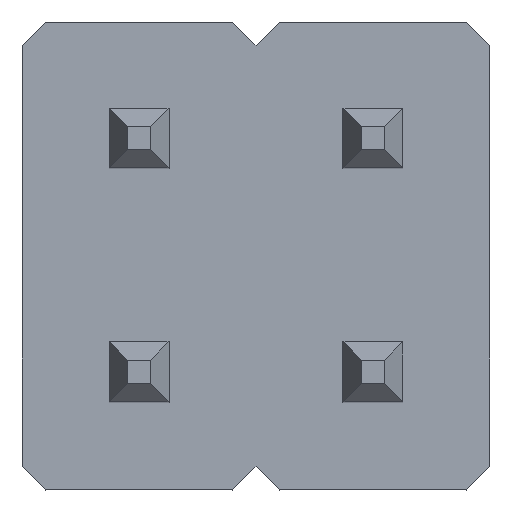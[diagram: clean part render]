
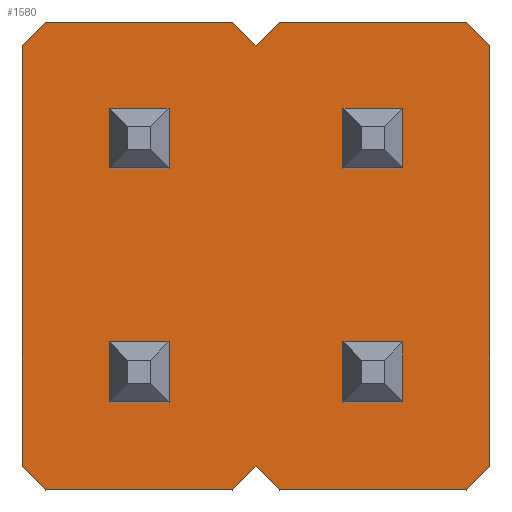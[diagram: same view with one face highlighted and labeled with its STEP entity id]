
A CAD part, top view. The second image highlights one B-rep face of the part: STEP entity #1580.
In plain terms, the highlighted face is planar.
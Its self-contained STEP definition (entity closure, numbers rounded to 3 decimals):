
#20=FACE_BOUND('',#136,.T.);
#21=FACE_BOUND('',#137,.T.);
#22=FACE_BOUND('',#138,.T.);
#23=FACE_BOUND('',#139,.T.);
#37=FACE_OUTER_BOUND('',#135,.T.);
#135=EDGE_LOOP('',(#1068,#1069,#1070,#1071,#1072,#1073,#1074,#1075,#1076,
#1077,#1078,#1079,#1080,#1081));
#136=EDGE_LOOP('',(#1082,#1083,#1084,#1085));
#137=EDGE_LOOP('',(#1086,#1087,#1088,#1089));
#138=EDGE_LOOP('',(#1090,#1091,#1092,#1093));
#139=EDGE_LOOP('',(#1094,#1095,#1096,#1097));
#226=LINE('',#2198,#444);
#247=LINE('',#2242,#465);
#249=LINE('',#2246,#467);
#251=LINE('',#2250,#469);
#254=LINE('',#2256,#472);
#267=LINE('',#2281,#485);
#268=LINE('',#2284,#486);
#269=LINE('',#2286,#487);
#270=LINE('',#2288,#488);
#271=LINE('',#2289,#489);
#272=LINE('',#2291,#490);
#273=LINE('',#2293,#491);
#274=LINE('',#2295,#492);
#275=LINE('',#2296,#493);
#276=LINE('',#2299,#494);
#277=LINE('',#2301,#495);
#278=LINE('',#2303,#496);
#279=LINE('',#2304,#497);
#280=LINE('',#2307,#498);
#281=LINE('',#2309,#499);
#282=LINE('',#2311,#500);
#283=LINE('',#2312,#501);
#284=LINE('',#2315,#502);
#285=LINE('',#2317,#503);
#286=LINE('',#2319,#504);
#287=LINE('',#2320,#505);
#288=LINE('',#2323,#506);
#289=LINE('',#2325,#507);
#290=LINE('',#2327,#508);
#291=LINE('',#2328,#509);
#444=VECTOR('',#1783,10.);
#465=VECTOR('',#1814,0.359);
#467=VECTOR('',#1818,4.572);
#469=VECTOR('',#1822,0.359);
#472=VECTOR('',#1827,2.032);
#485=VECTOR('',#1844,2.032);
#486=VECTOR('',#1847,0.359);
#487=VECTOR('',#1848,2.032);
#488=VECTOR('',#1849,0.359);
#489=VECTOR('',#1850,0.359);
#490=VECTOR('',#1851,0.359);
#491=VECTOR('',#1852,0.359);
#492=VECTOR('',#1853,2.032);
#493=VECTOR('',#1854,0.359);
#494=VECTOR('',#1855,0.65);
#495=VECTOR('',#1856,0.65);
#496=VECTOR('',#1857,0.65);
#497=VECTOR('',#1858,0.65);
#498=VECTOR('',#1859,0.65);
#499=VECTOR('',#1860,0.65);
#500=VECTOR('',#1861,0.65);
#501=VECTOR('',#1862,0.65);
#502=VECTOR('',#1863,0.65);
#503=VECTOR('',#1864,0.65);
#504=VECTOR('',#1865,0.65);
#505=VECTOR('',#1866,0.65);
#506=VECTOR('',#1867,0.65);
#507=VECTOR('',#1868,0.65);
#508=VECTOR('',#1869,0.65);
#509=VECTOR('',#1870,0.65);
#662=VERTEX_POINT('',#2196);
#663=VERTEX_POINT('',#2197);
#680=VERTEX_POINT('',#2239);
#681=VERTEX_POINT('',#2241);
#682=VERTEX_POINT('',#2245);
#683=VERTEX_POINT('',#2249);
#685=VERTEX_POINT('',#2255);
#695=VERTEX_POINT('',#2279);
#696=VERTEX_POINT('',#2283);
#697=VERTEX_POINT('',#2285);
#698=VERTEX_POINT('',#2287);
#699=VERTEX_POINT('',#2290);
#700=VERTEX_POINT('',#2292);
#701=VERTEX_POINT('',#2294);
#702=VERTEX_POINT('',#2297);
#703=VERTEX_POINT('',#2298);
#704=VERTEX_POINT('',#2300);
#705=VERTEX_POINT('',#2302);
#706=VERTEX_POINT('',#2305);
#707=VERTEX_POINT('',#2306);
#708=VERTEX_POINT('',#2308);
#709=VERTEX_POINT('',#2310);
#710=VERTEX_POINT('',#2313);
#711=VERTEX_POINT('',#2314);
#712=VERTEX_POINT('',#2316);
#713=VERTEX_POINT('',#2318);
#714=VERTEX_POINT('',#2321);
#715=VERTEX_POINT('',#2322);
#716=VERTEX_POINT('',#2324);
#717=VERTEX_POINT('',#2326);
#794=EDGE_CURVE('',#662,#663,#226,.T.);
#815=EDGE_CURVE('',#681,#680,#247,.T.);
#817=EDGE_CURVE('',#682,#681,#249,.T.);
#819=EDGE_CURVE('',#683,#682,#251,.T.);
#822=EDGE_CURVE('',#685,#683,#254,.T.);
#835=EDGE_CURVE('',#680,#695,#267,.T.);
#836=EDGE_CURVE('',#663,#696,#268,.T.);
#837=EDGE_CURVE('',#696,#697,#269,.T.);
#838=EDGE_CURVE('',#697,#698,#270,.T.);
#839=EDGE_CURVE('',#698,#685,#271,.T.);
#840=EDGE_CURVE('',#695,#699,#272,.T.);
#841=EDGE_CURVE('',#699,#700,#273,.T.);
#842=EDGE_CURVE('',#700,#701,#274,.T.);
#843=EDGE_CURVE('',#701,#662,#275,.T.);
#844=EDGE_CURVE('',#702,#703,#276,.T.);
#845=EDGE_CURVE('',#703,#704,#277,.T.);
#846=EDGE_CURVE('',#705,#704,#278,.T.);
#847=EDGE_CURVE('',#702,#705,#279,.T.);
#848=EDGE_CURVE('',#706,#707,#280,.T.);
#849=EDGE_CURVE('',#706,#708,#281,.T.);
#850=EDGE_CURVE('',#708,#709,#282,.T.);
#851=EDGE_CURVE('',#707,#709,#283,.T.);
#852=EDGE_CURVE('',#710,#711,#284,.T.);
#853=EDGE_CURVE('',#711,#712,#285,.T.);
#854=EDGE_CURVE('',#713,#712,#286,.T.);
#855=EDGE_CURVE('',#710,#713,#287,.T.);
#856=EDGE_CURVE('',#714,#715,#288,.T.);
#857=EDGE_CURVE('',#715,#716,#289,.T.);
#858=EDGE_CURVE('',#717,#716,#290,.T.);
#859=EDGE_CURVE('',#714,#717,#291,.T.);
#1068=ORIENTED_EDGE('',*,*,#794,.T.);
#1069=ORIENTED_EDGE('',*,*,#836,.T.);
#1070=ORIENTED_EDGE('',*,*,#837,.T.);
#1071=ORIENTED_EDGE('',*,*,#838,.T.);
#1072=ORIENTED_EDGE('',*,*,#839,.T.);
#1073=ORIENTED_EDGE('',*,*,#822,.T.);
#1074=ORIENTED_EDGE('',*,*,#819,.T.);
#1075=ORIENTED_EDGE('',*,*,#817,.T.);
#1076=ORIENTED_EDGE('',*,*,#815,.T.);
#1077=ORIENTED_EDGE('',*,*,#835,.T.);
#1078=ORIENTED_EDGE('',*,*,#840,.T.);
#1079=ORIENTED_EDGE('',*,*,#841,.T.);
#1080=ORIENTED_EDGE('',*,*,#842,.T.);
#1081=ORIENTED_EDGE('',*,*,#843,.T.);
#1082=ORIENTED_EDGE('',*,*,#844,.T.);
#1083=ORIENTED_EDGE('',*,*,#845,.T.);
#1084=ORIENTED_EDGE('',*,*,#846,.F.);
#1085=ORIENTED_EDGE('',*,*,#847,.F.);
#1086=ORIENTED_EDGE('',*,*,#848,.F.);
#1087=ORIENTED_EDGE('',*,*,#849,.T.);
#1088=ORIENTED_EDGE('',*,*,#850,.T.);
#1089=ORIENTED_EDGE('',*,*,#851,.F.);
#1090=ORIENTED_EDGE('',*,*,#852,.T.);
#1091=ORIENTED_EDGE('',*,*,#853,.T.);
#1092=ORIENTED_EDGE('',*,*,#854,.F.);
#1093=ORIENTED_EDGE('',*,*,#855,.F.);
#1094=ORIENTED_EDGE('',*,*,#856,.T.);
#1095=ORIENTED_EDGE('',*,*,#857,.T.);
#1096=ORIENTED_EDGE('',*,*,#858,.F.);
#1097=ORIENTED_EDGE('',*,*,#859,.F.);
#1459=PLANE('',#1691);
#1580=ADVANCED_FACE('',(#37,#20,#21,#22,#23),#1459,.T.);
#1691=AXIS2_PLACEMENT_3D('',#2282,#1845,#1846);
#1783=DIRECTION('',(0.,0.,-1.));
#1814=DIRECTION('',(0.707,0.,0.707));
#1818=DIRECTION('',(0.,0.,1.));
#1822=DIRECTION('',(-0.707,0.,0.707));
#1827=DIRECTION('',(-1.,0.,0.));
#1844=DIRECTION('',(1.,0.,0.));
#1845=DIRECTION('center_axis',(0.,1.,0.));
#1846=DIRECTION('ref_axis',(1.,0.,0.));
#1847=DIRECTION('',(-0.707,0.,-0.707));
#1848=DIRECTION('',(-1.,0.,0.));
#1849=DIRECTION('',(-0.707,0.,0.707));
#1850=DIRECTION('',(-0.707,0.,-0.707));
#1851=DIRECTION('',(0.707,0.,-0.707));
#1852=DIRECTION('',(0.707,0.,0.707));
#1853=DIRECTION('',(1.,0.,0.));
#1854=DIRECTION('',(0.707,0.,-0.707));
#1855=DIRECTION('',(0.,0.,-1.));
#1856=DIRECTION('',(1.,0.,0.));
#1857=DIRECTION('',(0.,0.,-1.));
#1858=DIRECTION('',(1.,0.,0.));
#1859=DIRECTION('',(1.,0.,0.));
#1860=DIRECTION('',(0.,0.,-1.));
#1861=DIRECTION('',(1.,0.,0.));
#1862=DIRECTION('',(0.,0.,-1.));
#1863=DIRECTION('',(0.,0.,-1.));
#1864=DIRECTION('',(1.,0.,0.));
#1865=DIRECTION('',(0.,0.,-1.));
#1866=DIRECTION('',(1.,0.,0.));
#1867=DIRECTION('',(0.,0.,-1.));
#1868=DIRECTION('',(1.,0.,0.));
#1869=DIRECTION('',(0.,0.,-1.));
#1870=DIRECTION('',(1.,0.,0.));
#2196=CARTESIAN_POINT('',(3.81,2.54,2.286));
#2197=CARTESIAN_POINT('',(3.81,2.54,-2.286));
#2198=CARTESIAN_POINT('',(3.81,2.54,0.));
#2239=CARTESIAN_POINT('',(-1.016,2.54,2.54));
#2241=CARTESIAN_POINT('',(-1.27,2.54,2.286));
#2242=CARTESIAN_POINT('',(-1.27,2.54,2.286));
#2245=CARTESIAN_POINT('',(-1.27,2.54,-2.286));
#2246=CARTESIAN_POINT('',(-1.27,2.54,-2.286));
#2249=CARTESIAN_POINT('',(-1.016,2.54,-2.54));
#2250=CARTESIAN_POINT('',(-1.016,2.54,-2.54));
#2255=CARTESIAN_POINT('',(1.016,2.54,-2.54));
#2256=CARTESIAN_POINT('',(1.016,2.54,-2.54));
#2279=CARTESIAN_POINT('',(1.016,2.54,2.54));
#2281=CARTESIAN_POINT('',(-1.016,2.54,2.54));
#2282=CARTESIAN_POINT('Origin',(0.,2.54,0.));
#2283=CARTESIAN_POINT('',(3.556,2.54,-2.54));
#2284=CARTESIAN_POINT('',(3.81,2.54,-2.286));
#2285=CARTESIAN_POINT('',(1.524,2.54,-2.54));
#2286=CARTESIAN_POINT('',(3.556,2.54,-2.54));
#2287=CARTESIAN_POINT('',(1.27,2.54,-2.286));
#2288=CARTESIAN_POINT('',(1.524,2.54,-2.54));
#2289=CARTESIAN_POINT('',(1.27,2.54,-2.286));
#2290=CARTESIAN_POINT('',(1.27,2.54,2.286));
#2291=CARTESIAN_POINT('',(1.016,2.54,2.54));
#2292=CARTESIAN_POINT('',(1.524,2.54,2.54));
#2293=CARTESIAN_POINT('',(1.27,2.54,2.286));
#2294=CARTESIAN_POINT('',(3.556,2.54,2.54));
#2295=CARTESIAN_POINT('',(1.524,2.54,2.54));
#2296=CARTESIAN_POINT('',(3.556,2.54,2.54));
#2297=CARTESIAN_POINT('',(-0.325,2.54,1.595));
#2298=CARTESIAN_POINT('',(-0.325,2.54,0.945));
#2299=CARTESIAN_POINT('',(-0.325,2.54,1.595));
#2300=CARTESIAN_POINT('',(0.325,2.54,0.945));
#2301=CARTESIAN_POINT('',(-0.325,2.54,0.945));
#2302=CARTESIAN_POINT('',(0.325,2.54,1.595));
#2303=CARTESIAN_POINT('',(0.325,2.54,1.595));
#2304=CARTESIAN_POINT('',(-0.325,2.54,1.595));
#2305=CARTESIAN_POINT('',(-0.325,2.54,-0.945));
#2306=CARTESIAN_POINT('',(0.325,2.54,-0.945));
#2307=CARTESIAN_POINT('',(-0.325,2.54,-0.945));
#2308=CARTESIAN_POINT('',(-0.325,2.54,-1.595));
#2309=CARTESIAN_POINT('',(-0.325,2.54,-0.945));
#2310=CARTESIAN_POINT('',(0.325,2.54,-1.595));
#2311=CARTESIAN_POINT('',(-0.325,2.54,-1.595));
#2312=CARTESIAN_POINT('',(0.325,2.54,-0.945));
#2313=CARTESIAN_POINT('',(2.215,2.54,1.595));
#2314=CARTESIAN_POINT('',(2.215,2.54,0.945));
#2315=CARTESIAN_POINT('',(2.215,2.54,1.595));
#2316=CARTESIAN_POINT('',(2.865,2.54,0.945));
#2317=CARTESIAN_POINT('',(2.215,2.54,0.945));
#2318=CARTESIAN_POINT('',(2.865,2.54,1.595));
#2319=CARTESIAN_POINT('',(2.865,2.54,1.595));
#2320=CARTESIAN_POINT('',(2.215,2.54,1.595));
#2321=CARTESIAN_POINT('',(2.215,2.54,-0.945));
#2322=CARTESIAN_POINT('',(2.215,2.54,-1.595));
#2323=CARTESIAN_POINT('',(2.215,2.54,-0.945));
#2324=CARTESIAN_POINT('',(2.865,2.54,-1.595));
#2325=CARTESIAN_POINT('',(2.215,2.54,-1.595));
#2326=CARTESIAN_POINT('',(2.865,2.54,-0.945));
#2327=CARTESIAN_POINT('',(2.865,2.54,-0.945));
#2328=CARTESIAN_POINT('',(2.215,2.54,-0.945));
